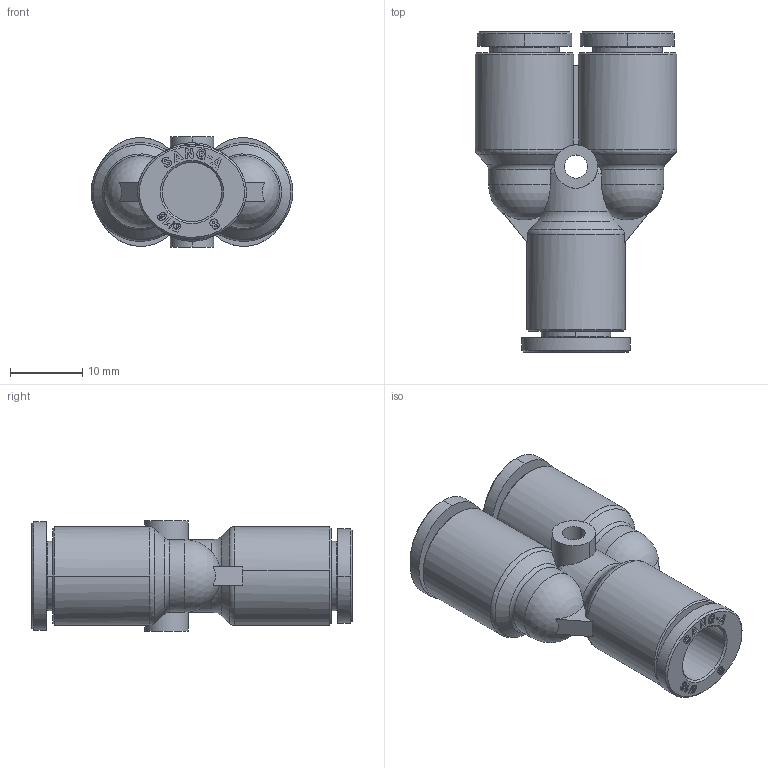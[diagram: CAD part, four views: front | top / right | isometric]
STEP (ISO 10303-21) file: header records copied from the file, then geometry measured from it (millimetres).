
FILE_DESCRIPTION(/* description */ ('VariCAD 2016-1.06 AP-214'),/* implementation_level */ '2;1');
FILE_NAME(/* name */ 'iqsy_80.stp',/* time_stamp */ '2016-06-16T10:31:08+02:00',/* author */ (''),/* organization */ (''),/* preprocessor_version */ 'ST-DEVELOPER v14',/* originating_system */ 'VariCAD 2016-1.06; kernel version (20130303)',/* authorisation */ '');
FILE_SCHEMA (('AUTOMOTIVE_DESIGN'));
Length unit declared in the file: millimetre
Products named in the file (2): iqsy_80; IQSY 80
Assembly tree (1 placements, depth 2):
  iqsy_80
    IQSY 80
Bounding box: 27.8 x 44.2 x 15.2 mm (x, y, z)
Volume: 6394.8 mm3; surface area: 5380.2 mm2
Topology: 1 solids, 1 shells, 1196 faces, 3396 edges, 2258 vertices
Faces by surface type: plane 1024, bspline 90, cylinder 46, cone 22, torus 12, sphere 2
Entity records: 42305 total; most frequent: CARTESIAN_POINT 12070, ORIENTED_EDGE 6790, DIRECTION 5386, EDGE_CURVE 3395, LINE 2908, VECTOR 2908, VERTEX_POINT 2258, EDGE_LOOP 1255
